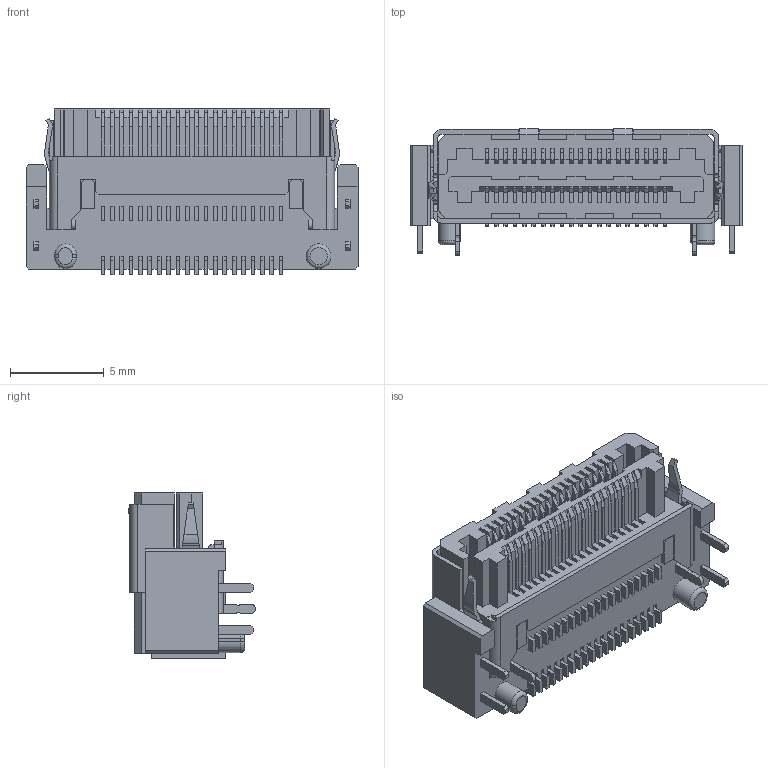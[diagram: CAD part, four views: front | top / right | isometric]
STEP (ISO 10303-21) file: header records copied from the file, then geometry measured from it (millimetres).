
FILE_DESCRIPTION(/* description */ ('STEP AP214'),/* implementation_level */ '2;1');
FILE_NAME(/* name */ 'LSHM-120-01-L-RH-A-S-TR',/* time_stamp */ '2023-10-03T20:35:11+02:00',/* author */ ('License CC BY-ND 4.0'),/* organization */ ('CADENAS'),/* preprocessor_version */ 'ST-DEVELOPER v19.3',/* originating_system */ 'PARTsolutions',/* authorisation */ ' ');
FILE_SCHEMA (('AUTOMOTIVE_DESIGN {1 0 10303 214 3 1 1}'));
Length unit declared in the file: millimetre
Products named in the file (4): LSHM-120-01-L-RH-A-S-TR; C-185--20-01-RH1P2 L; C-185--20-01-L-RH1P; LSHM-20-01-RH-A-S_STRIP
Assembly tree (3 placements, depth 2):
  LSHM-120-01-L-RH-A-S-TR
    C-185--20-01-RH1P2 L
    C-185--20-01-L-RH1P
    LSHM-20-01-RH-A-S_STRIP
Bounding box: 17.7 x 6.75 x 8.85 mm (x, y, z)
Volume: 560.5 mm3; surface area: 2152.2 mm2
Topology: 3 solids, 3 shells, 1458 faces, 4166 edges, 2669 vertices
Faces by surface type: plane 1420, cylinder 35, torus 3
Full cylindrical faces by diameter (mm): 1.32 x1
Entity records: 53164 total; most frequent: ORIENTED_EDGE 8328, CARTESIAN_POINT 8295, DIRECTION 7167, EDGE_CURVE 4164, LINE 4085, VECTOR 4085, VERTEX_POINT 2669, AXIS2_PLACEMENT_3D 1541
